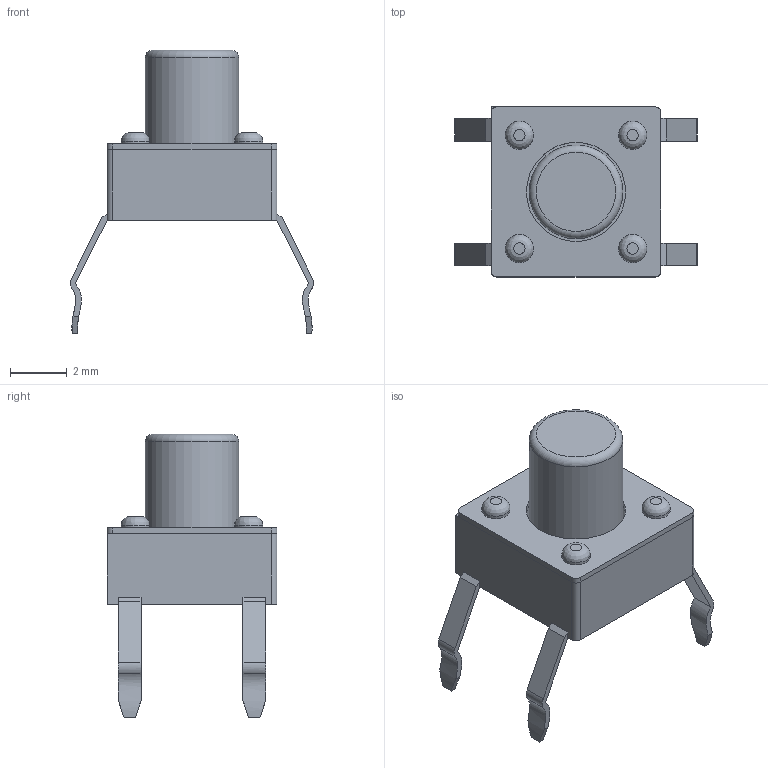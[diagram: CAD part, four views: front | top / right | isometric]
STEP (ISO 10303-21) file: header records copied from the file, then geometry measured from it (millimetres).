
FILE_DESCRIPTION(/* description */ (''),/* implementation_level */ '2;1');
FILE_NAME(/* name */ 'button_6x6x6.stp',/* time_stamp */ '2026-01-29T10:11:40+01:00',/* author */ ('erikt'),/* organization */ (''),/* preprocessor_version */ 'ST-DEVELOPER v19.2',/* originating_system */ 'Autodesk Inventor 2024',/* authorisation */ '');
FILE_SCHEMA (('CONFIG_CONTROL_DESIGN'));
Length unit declared in the file: millimetre
Products named in the file (1): кнопка маленькая
Bounding box: 8.57 x 6 x 10 mm (x, y, z)
Volume: 128 mm3; surface area: 288.7 mm2
Topology: 10 solids, 10 shells, 89 faces, 201 edges, 134 vertices
Faces by surface type: plane 58, bspline 16, cylinder 14, torus 1
Full cylindrical faces by diameter (mm): 1 x4, 3.3 x1, 3.5 x2
Entity records: 3092 total; most frequent: CARTESIAN_POINT 1115, ORIENTED_EDGE 402, DIRECTION 352, EDGE_CURVE 201, VERTEX_POINT 134, LINE 118, VECTOR 118, AXIS2_PLACEMENT_3D 117
